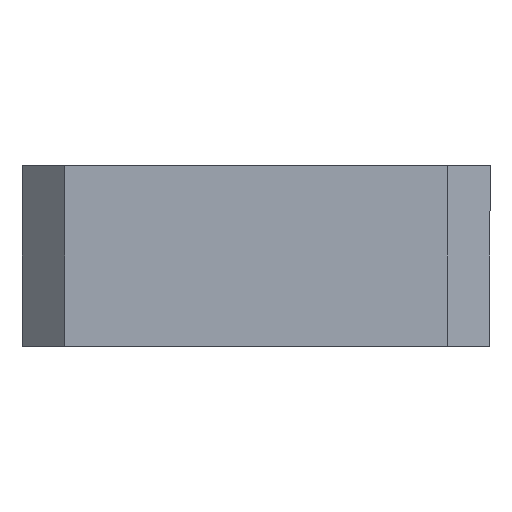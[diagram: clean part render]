
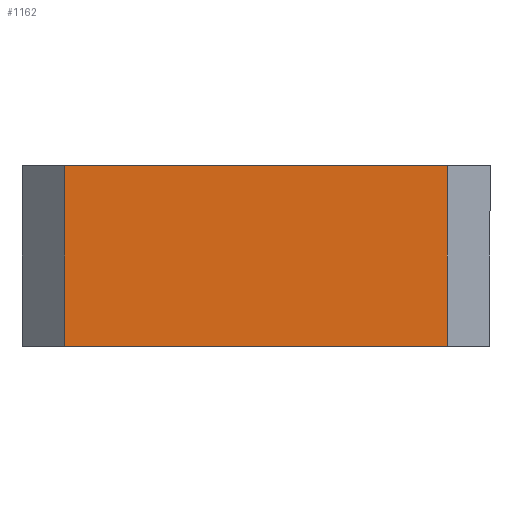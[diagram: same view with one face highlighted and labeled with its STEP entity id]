
A CAD part, left-side view. The second image highlights one B-rep face of the part: STEP entity #1162.
In plain terms, the highlighted planar face has unit normal (-1, 0, 0).
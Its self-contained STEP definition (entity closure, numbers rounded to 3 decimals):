
#15 = CARTESIAN_POINT ( 'NONE',  ( -15., 11., 0. ) ) ;
#43 = VECTOR ( 'NONE', #460, 1000. ) ;
#101 = CARTESIAN_POINT ( 'NONE',  ( -15., -9., 0. ) ) ;
#103 = CARTESIAN_POINT ( 'NONE',  ( -15., 9., 0. ) ) ;
#138 = EDGE_CURVE ( 'NONE', #1537, #1259, #442, .T. ) ;
#165 = EDGE_LOOP ( 'NONE', ( #473, #575, #415, #385 ) ) ;
#234 = DIRECTION ( 'NONE',  ( 0., -1., 0. ) ) ;
#240 = LINE ( 'NONE', #1579, #691 ) ;
#260 = CARTESIAN_POINT ( 'NONE',  ( -15., -9., 8.5 ) ) ;
#369 = PLANE ( 'NONE',  #744 ) ;
#385 = ORIENTED_EDGE ( 'NONE', *, *, #138, .T. ) ;
#409 = EDGE_CURVE ( 'NONE', #1211, #1537, #665, .T. ) ;
#415 = ORIENTED_EDGE ( 'NONE', *, *, #409, .T. ) ;
#442 = LINE ( 'NONE', #586, #43 ) ;
#460 = DIRECTION ( 'NONE',  ( 0., 0., 1. ) ) ;
#473 = ORIENTED_EDGE ( 'NONE', *, *, #1227, .F. ) ;
#575 = ORIENTED_EDGE ( 'NONE', *, *, #985, .T. ) ;
#586 = CARTESIAN_POINT ( 'NONE',  ( -15., -9., 3. ) ) ;
#665 = LINE ( 'NONE', #15, #1177 ) ;
#690 = CARTESIAN_POINT ( 'NONE',  ( -15., 9., 3. ) ) ;
#691 = VECTOR ( 'NONE', #234, 1000. ) ;
#744 = AXIS2_PLACEMENT_3D ( 'NONE', #972, #848, #1591 ) ;
#848 = DIRECTION ( 'NONE',  ( 1., 0., 0. ) ) ;
#929 = DIRECTION ( 'NONE',  ( 0., 0., -1. ) ) ;
#953 = CARTESIAN_POINT ( 'NONE',  ( -15., 9., 8.5 ) ) ;
#972 = CARTESIAN_POINT ( 'NONE',  ( -15., 11., 3. ) ) ;
#985 = EDGE_CURVE ( 'NONE', #1564, #1211, #1313, .T. ) ;
#1162 = ADVANCED_FACE ( 'NONE', ( #1473 ), #369, .F. ) ;
#1177 = VECTOR ( 'NONE', #1278, 1000. ) ;
#1211 = VERTEX_POINT ( 'NONE', #103 ) ;
#1227 = EDGE_CURVE ( 'NONE', #1564, #1259, #240, .T. ) ;
#1254 = VECTOR ( 'NONE', #929, 1000. ) ;
#1259 = VERTEX_POINT ( 'NONE', #260 ) ;
#1278 = DIRECTION ( 'NONE',  ( 0., -1., 0. ) ) ;
#1313 = LINE ( 'NONE', #690, #1254 ) ;
#1473 = FACE_OUTER_BOUND ( 'NONE', #165, .T. ) ;
#1537 = VERTEX_POINT ( 'NONE', #101 ) ;
#1564 = VERTEX_POINT ( 'NONE', #953 ) ;
#1579 = CARTESIAN_POINT ( 'NONE',  ( -15., 0., 8.5 ) ) ;
#1591 = DIRECTION ( 'NONE',  ( 0., 1., 0. ) ) ;
